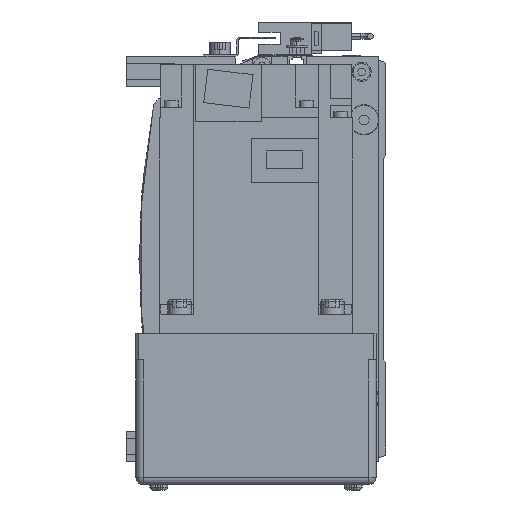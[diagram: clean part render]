
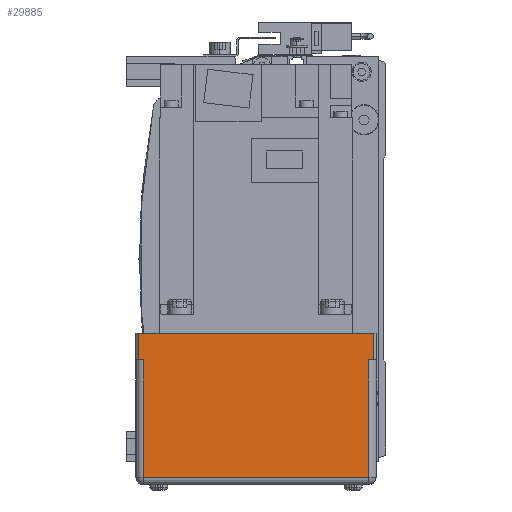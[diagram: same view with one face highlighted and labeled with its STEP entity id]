
A CAD part, left-side view. The second image highlights one B-rep face of the part: STEP entity #29885.
In plain terms, the highlighted planar face has unit normal (-1, 0, 0).
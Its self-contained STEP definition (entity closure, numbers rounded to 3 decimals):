
#606 = ORIENTED_EDGE ( 'NONE', *, *, #14842, .T. ) ;
#955 = ORIENTED_EDGE ( 'NONE', *, *, #1908, .T. ) ;
#1908 = EDGE_CURVE ( 'NONE', #27888, #25690, #33927, .T. ) ;
#2105 = PLANE ( 'NONE',  #10758 ) ;
#2134 = ORIENTED_EDGE ( 'NONE', *, *, #27185, .F. ) ;
#2514 = LINE ( 'NONE', #25759, #37254 ) ;
#3640 = VECTOR ( 'NONE', #15906, 1000. ) ;
#4255 = CARTESIAN_POINT ( 'NONE',  ( -189.5, 103., -42. ) ) ;
#4739 = VERTEX_POINT ( 'NONE', #44560 ) ;
#6531 = DIRECTION ( 'NONE',  ( 0., -1., 0. ) ) ;
#6860 = CARTESIAN_POINT ( 'NONE',  ( -189.5, 7., -91. ) ) ;
#7035 = CARTESIAN_POINT ( 'NONE',  ( -189.5, 5., -42. ) ) ;
#9213 = CARTESIAN_POINT ( 'NONE',  ( -189.5, 103., -42. ) ) ;
#9439 = DIRECTION ( 'NONE',  ( 0., 0., 1. ) ) ;
#10758 = AXIS2_PLACEMENT_3D ( 'NONE', #9213, #15901, #9439 ) ;
#11480 = CARTESIAN_POINT ( 'NONE',  ( -189.5, 103., -31. ) ) ;
#11603 = CARTESIAN_POINT ( 'NONE',  ( -189.5, 103., -31. ) ) ;
#12439 = LINE ( 'NONE', #40529, #14194 ) ;
#13192 = CARTESIAN_POINT ( 'NONE',  ( -189.5, 103., -42. ) ) ;
#13454 = VERTEX_POINT ( 'NONE', #6860 ) ;
#14194 = VECTOR ( 'NONE', #15902, 1000. ) ;
#14521 = EDGE_CURVE ( 'NONE', #34680, #25059, #2514, .T. ) ;
#14523 = VECTOR ( 'NONE', #18054, 1000. ) ;
#14833 = EDGE_CURVE ( 'NONE', #34680, #43568, #21959, .T. ) ;
#14842 = EDGE_CURVE ( 'NONE', #13454, #27888, #42899, .T. ) ;
#15833 = DIRECTION ( 'NONE',  ( 0., 0., 1. ) ) ;
#15901 = DIRECTION ( 'NONE',  ( -1., 0., 0. ) ) ;
#15902 = DIRECTION ( 'NONE',  ( 0., 0., 1. ) ) ;
#15906 = DIRECTION ( 'NONE',  ( 0., -1., 0. ) ) ;
#16500 = EDGE_CURVE ( 'NONE', #4739, #13454, #37083, .T. ) ;
#17606 = DIRECTION ( 'NONE',  ( 0., 0., 1. ) ) ;
#18054 = DIRECTION ( 'NONE',  ( 0., 0., 1. ) ) ;
#18424 = ORIENTED_EDGE ( 'NONE', *, *, #16500, .T. ) ;
#21146 = VERTEX_POINT ( 'NONE', #36878 ) ;
#21959 = LINE ( 'NONE', #4255, #26305 ) ;
#24054 = ORIENTED_EDGE ( 'NONE', *, *, #14833, .T. ) ;
#24626 = CARTESIAN_POINT ( 'NONE',  ( -189.5, 103., -42. ) ) ;
#25059 = VERTEX_POINT ( 'NONE', #11480 ) ;
#25257 = VECTOR ( 'NONE', #32336, 1000. ) ;
#25690 = VERTEX_POINT ( 'NONE', #35271 ) ;
#25759 = CARTESIAN_POINT ( 'NONE',  ( -189.5, 103., -42. ) ) ;
#26305 = VECTOR ( 'NONE', #31869, 1000. ) ;
#27185 = EDGE_CURVE ( 'NONE', #4739, #43568, #12439, .T. ) ;
#27888 = VERTEX_POINT ( 'NONE', #36519 ) ;
#28153 = EDGE_CURVE ( 'NONE', #25059, #21146, #35573, .T. ) ;
#28602 = ORIENTED_EDGE ( 'NONE', *, *, #28153, .F. ) ;
#29885 = ADVANCED_FACE ( 'NONE', ( #40745 ), #2105, .T. ) ;
#30599 = ORIENTED_EDGE ( 'NONE', *, *, #14521, .F. ) ;
#31869 = DIRECTION ( 'NONE',  ( 0., -1., 0. ) ) ;
#32307 = EDGE_LOOP ( 'NONE', ( #2134, #18424, #606, #955, #33778, #28602, #30599, #24054 ) ) ;
#32336 = DIRECTION ( 'NONE',  ( 0., -1., 0. ) ) ;
#32776 = CARTESIAN_POINT ( 'NONE',  ( -189.5, 7., -94. ) ) ;
#32977 = VECTOR ( 'NONE', #6531, 1000. ) ;
#33778 = ORIENTED_EDGE ( 'NONE', *, *, #36344, .T. ) ;
#33927 = LINE ( 'NONE', #13192, #32977 ) ;
#34111 = CARTESIAN_POINT ( 'NONE',  ( -189.5, 101., -42. ) ) ;
#34680 = VERTEX_POINT ( 'NONE', #24626 ) ;
#34805 = VECTOR ( 'NONE', #17606, 1000. ) ;
#35271 = CARTESIAN_POINT ( 'NONE',  ( -189.5, 5., -42. ) ) ;
#35573 = LINE ( 'NONE', #11603, #25257 ) ;
#36344 = EDGE_CURVE ( 'NONE', #25690, #21146, #38556, .T. ) ;
#36519 = CARTESIAN_POINT ( 'NONE',  ( -189.5, 7., -42. ) ) ;
#36878 = CARTESIAN_POINT ( 'NONE',  ( -189.5, 5., -31. ) ) ;
#37083 = LINE ( 'NONE', #37300, #3640 ) ;
#37254 = VECTOR ( 'NONE', #15833, 1000. ) ;
#37300 = CARTESIAN_POINT ( 'NONE',  ( -189.5, 7., -91. ) ) ;
#38556 = LINE ( 'NONE', #7035, #34805 ) ;
#40529 = CARTESIAN_POINT ( 'NONE',  ( -189.5, 101., -94. ) ) ;
#40745 = FACE_OUTER_BOUND ( 'NONE', #32307, .T. ) ;
#42899 = LINE ( 'NONE', #32776, #14523 ) ;
#43568 = VERTEX_POINT ( 'NONE', #34111 ) ;
#44560 = CARTESIAN_POINT ( 'NONE',  ( -189.5, 101., -91. ) ) ;
